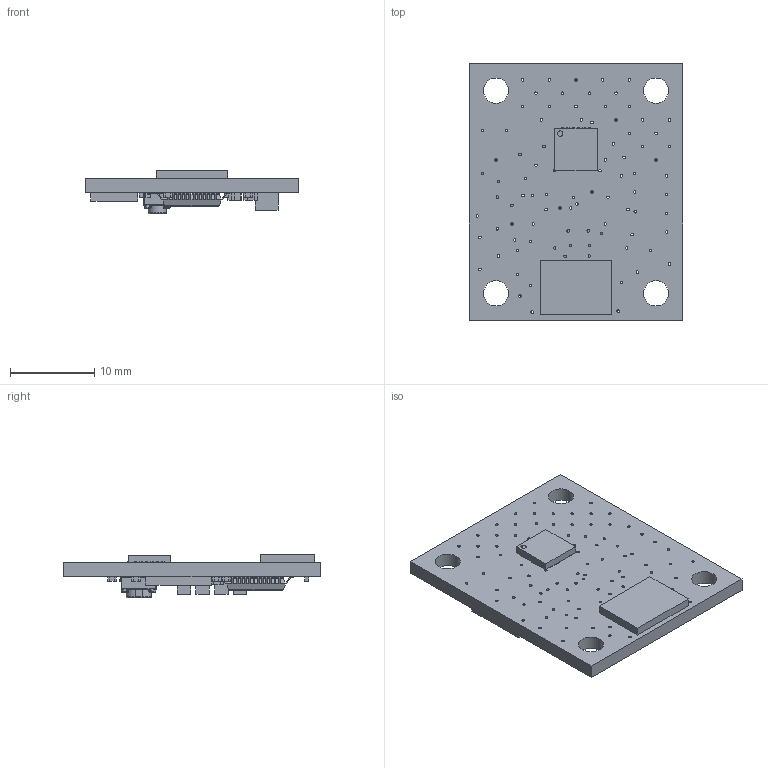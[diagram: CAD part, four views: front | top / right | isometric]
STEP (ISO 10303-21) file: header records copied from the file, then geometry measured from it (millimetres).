
FILE_DESCRIPTION(/* description */ (''),/* implementation_level */ '2;1');
FILE_NAME(/* name */ 'MagEncPCB.step',/* time_stamp */ '2019-05-16T04:29:19+09:00',/* author */ (''),/* organization */ (''),/* preprocessor_version */ 'ST-DEVELOPER v18',/* originating_system */ 'Autodesk Translation Framework v8.2.0.1029',/* authorisation */ '');
FILE_SCHEMA (('AUTOMOTIVE_DESIGN { 1 0 10303 214 3 1 1 }'));
Length unit declared in the file: millimetre
Products named in the file (18): PCB Component; Board; AEAT-8800-Q24; Body; ThermalPin; PinsArrayLR; PinsArrayTB; R0402; 100n; 10u; SMT(4.2X3.2); DF654P17V21; SM05B-SRSS-TB_(LF)(SN); QFP50P900X900X160-48N; Body (1); PinsArrayLR (1); PinsArrayTB (1); SJ
Assembly tree (27 placements, depth 3):
  PCB Component
    Board
    AEAT-8800-Q24
      Body
      ThermalPin
      PinsArrayLR
      PinsArrayTB
    R0402
    100n  x6
    10u  x3
    SMT(4.2X3.2)
    DF654P17V21
    SM05B-SRSS-TB_(LF)(SN)
    QFP50P900X900X160-48N
      Body (1)
      PinsArrayLR (1)
      PinsArrayTB (1)
    SJ  x4
Bounding box: 25.4 x 30.48 x 5.17 mm (x, y, z)
Volume: 1488.3 mm3; surface area: 2632.1 mm2
Topology: 93 solids, 93 shells, 1450 faces, 3574 edges, 2264 vertices
Faces by surface type: plane 958, cylinder 418, sphere 56, bspline 16, torus 2
Full cylindrical faces by diameter (mm): 0.305 x103, 0.625 x1, 0.875 x1, 1.5 x1, 3 x4
Entity records: 40247 total; most frequent: CARTESIAN_POINT 6977, DIRECTION 6794, ORIENTED_EDGE 6476, EDGE_CURVE 3238, LINE 2376, VECTOR 2376, AXIS2_PLACEMENT_3D 2209, VERTEX_POINT 2072
